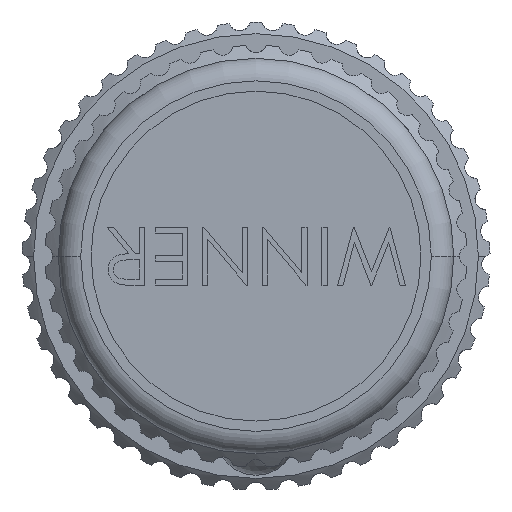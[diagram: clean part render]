
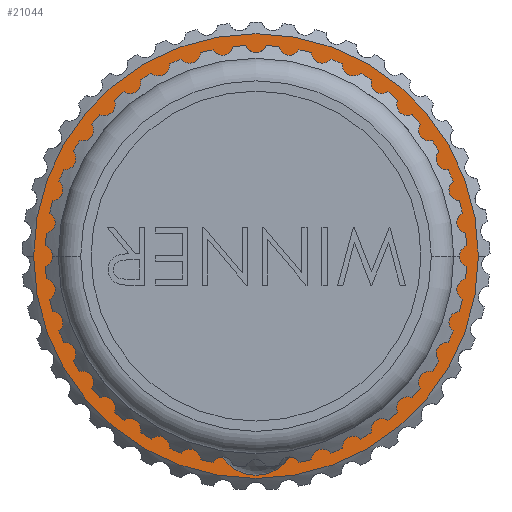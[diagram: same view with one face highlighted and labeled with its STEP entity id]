
A CAD part, left-side view. The second image highlights one B-rep face of the part: STEP entity #21044.
In plain terms, the highlighted planar face has unit normal (-1, 0, 0).
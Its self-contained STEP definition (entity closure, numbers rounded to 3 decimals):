
#2314 = AXIS2_PLACEMENT_3D ( 'NONE', #67008, #59612, #16982 ) ;
#3300 = CARTESIAN_POINT ( 'NONE',  ( -54.913, 15.3, 0. ) ) ;
#3725 = EDGE_CURVE ( 'NONE', #109091, #38921, #90114, .T. ) ;
#6500 = FACE_BOUND ( 'NONE', #80713, .T. ) ;
#8134 = DIRECTION ( 'NONE',  ( -1., 0., 0. ) ) ;
#16982 = DIRECTION ( 'NONE',  ( 0., 1., 0. ) ) ;
#21044 = ADVANCED_FACE ( 'NONE', ( #6500, #55593 ), #97487, .T. ) ;
#24793 = DIRECTION ( 'NONE',  ( 0., 1., 0. ) ) ;
#25985 = DIRECTION ( 'NONE',  ( 0., 1., 0. ) ) ;
#32904 = ORIENTED_EDGE ( 'NONE', *, *, #85300, .F. ) ;
#37378 = CIRCLE ( 'NONE', #84884, 8.56 ) ;
#38921 = VERTEX_POINT ( 'NONE', #62354 ) ;
#42794 = EDGE_LOOP ( 'NONE', ( #66355, #44891 ) ) ;
#44891 = ORIENTED_EDGE ( 'NONE', *, *, #3725, .T. ) ;
#47568 = AXIS2_PLACEMENT_3D ( 'NONE', #81535, #90427, #47875 ) ;
#47875 = DIRECTION ( 'NONE',  ( 0., 1., 0. ) ) ;
#49401 = VERTEX_POINT ( 'NONE', #50988 ) ;
#50988 = CARTESIAN_POINT ( 'NONE',  ( -54.913, 8.56, 0. ) ) ;
#51178 = DIRECTION ( 'NONE',  ( -1., 0., 0. ) ) ;
#52395 = VERTEX_POINT ( 'NONE', #81709 ) ;
#55593 = FACE_OUTER_BOUND ( 'NONE', #42794, .T. ) ;
#57036 = DIRECTION ( 'NONE',  ( -1., 0., 0. ) ) ;
#58889 = CARTESIAN_POINT ( 'NONE',  ( -54.913, 0., 0. ) ) ;
#59612 = DIRECTION ( 'NONE',  ( -1., 0., 0. ) ) ;
#62354 = CARTESIAN_POINT ( 'NONE',  ( -54.913, -15.3, 0. ) ) ;
#65532 = DIRECTION ( 'NONE',  ( 0., 1., 0. ) ) ;
#65668 = ORIENTED_EDGE ( 'NONE', *, *, #99874, .F. ) ;
#66355 = ORIENTED_EDGE ( 'NONE', *, *, #99928, .T. ) ;
#67008 = CARTESIAN_POINT ( 'NONE',  ( -54.913, 0., 0. ) ) ;
#80713 = EDGE_LOOP ( 'NONE', ( #32904, #65668 ) ) ;
#81535 = CARTESIAN_POINT ( 'NONE',  ( -54.913, 0., 0. ) ) ;
#81709 = CARTESIAN_POINT ( 'NONE',  ( -54.913, -8.56, 0. ) ) ;
#82195 = CARTESIAN_POINT ( 'NONE',  ( -54.913, 0., 0. ) ) ;
#84487 = CARTESIAN_POINT ( 'NONE',  ( -54.913, 0., 0. ) ) ;
#84884 = AXIS2_PLACEMENT_3D ( 'NONE', #82195, #57036, #65532 ) ;
#85300 = EDGE_CURVE ( 'NONE', #49401, #52395, #37378, .T. ) ;
#89603 = AXIS2_PLACEMENT_3D ( 'NONE', #58889, #8134, #24793 ) ;
#90114 = CIRCLE ( 'NONE', #93143, 15.3 ) ;
#90427 = DIRECTION ( 'NONE',  ( -1., 0., 0. ) ) ;
#93143 = AXIS2_PLACEMENT_3D ( 'NONE', #84487, #51178, #25985 ) ;
#97487 = PLANE ( 'NONE',  #47568 ) ;
#98498 = CIRCLE ( 'NONE', #89603, 8.56 ) ;
#99874 = EDGE_CURVE ( 'NONE', #52395, #49401, #98498, .T. ) ;
#99928 = EDGE_CURVE ( 'NONE', #38921, #109091, #103804, .T. ) ;
#103804 = CIRCLE ( 'NONE', #2314, 15.3 ) ;
#109091 = VERTEX_POINT ( 'NONE', #3300 ) ;
